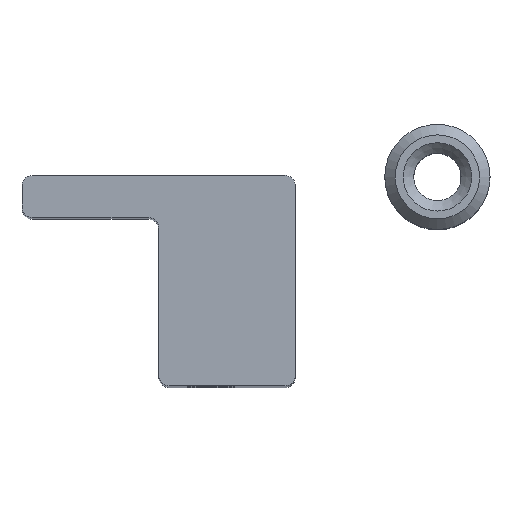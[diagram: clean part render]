
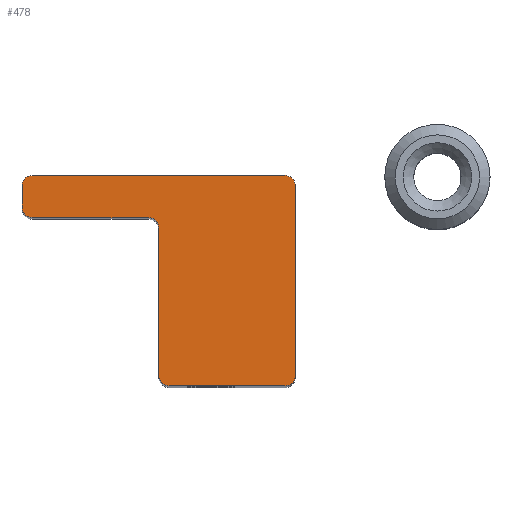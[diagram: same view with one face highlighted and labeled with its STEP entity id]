
A CAD part, top view. The second image highlights one B-rep face of the part: STEP entity #478.
In plain terms, the highlighted planar face has unit normal (0, 0, 1).
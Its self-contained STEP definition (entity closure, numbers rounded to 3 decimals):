
#47=PLANE('',#549);
#69=FACE_OUTER_BOUND('',#101,.T.);
#101=EDGE_LOOP('',(#416,#417,#418,#419,#420,#421,#422,#423,#424,#425,#426,
#427));
#114=LINE('',#731,#154);
#122=LINE('',#760,#162);
#127=LINE('',#774,#167);
#143=LINE('',#821,#183);
#144=LINE('',#823,#184);
#145=LINE('',#825,#185);
#154=VECTOR('',#581,10.);
#162=VECTOR('',#607,10.);
#167=VECTOR('',#622,10.);
#183=VECTOR('',#672,10.);
#184=VECTOR('',#675,10.);
#185=VECTOR('',#678,10.);
#190=CIRCLE('',#513,1.);
#197=CIRCLE('',#523,1.);
#198=CIRCLE('',#526,1.);
#199=CIRCLE('',#528,1.);
#200=CIRCLE('',#531,1.);
#201=CIRCLE('',#533,1.);
#214=VERTEX_POINT('',#718);
#215=VERTEX_POINT('',#719);
#219=VERTEX_POINT('',#729);
#229=VERTEX_POINT('',#753);
#230=VERTEX_POINT('',#754);
#231=VERTEX_POINT('',#759);
#232=VERTEX_POINT('',#763);
#233=VERTEX_POINT('',#767);
#234=VERTEX_POINT('',#768);
#235=VERTEX_POINT('',#773);
#236=VERTEX_POINT('',#777);
#237=VERTEX_POINT('',#781);
#256=EDGE_CURVE('',#214,#215,#190,.T.);
#262=EDGE_CURVE('',#214,#219,#114,.T.);
#273=EDGE_CURVE('',#229,#230,#197,.T.);
#276=EDGE_CURVE('',#231,#230,#122,.T.);
#278=EDGE_CURVE('',#231,#232,#198,.T.);
#280=EDGE_CURVE('',#233,#234,#199,.T.);
#283=EDGE_CURVE('',#235,#234,#127,.T.);
#285=EDGE_CURVE('',#235,#236,#200,.T.);
#287=EDGE_CURVE('',#237,#219,#201,.T.);
#307=EDGE_CURVE('',#229,#215,#143,.T.);
#308=EDGE_CURVE('',#233,#232,#144,.T.);
#309=EDGE_CURVE('',#237,#236,#145,.T.);
#416=ORIENTED_EDGE('',*,*,#256,.F.);
#417=ORIENTED_EDGE('',*,*,#262,.T.);
#418=ORIENTED_EDGE('',*,*,#287,.F.);
#419=ORIENTED_EDGE('',*,*,#309,.T.);
#420=ORIENTED_EDGE('',*,*,#285,.F.);
#421=ORIENTED_EDGE('',*,*,#283,.T.);
#422=ORIENTED_EDGE('',*,*,#280,.F.);
#423=ORIENTED_EDGE('',*,*,#308,.T.);
#424=ORIENTED_EDGE('',*,*,#278,.F.);
#425=ORIENTED_EDGE('',*,*,#276,.T.);
#426=ORIENTED_EDGE('',*,*,#273,.F.);
#427=ORIENTED_EDGE('',*,*,#307,.T.);
#478=ADVANCED_FACE('',(#69),#47,.T.);
#513=AXIS2_PLACEMENT_3D('',#720,#571,#572);
#523=AXIS2_PLACEMENT_3D('',#755,#601,#602);
#526=AXIS2_PLACEMENT_3D('',#764,#611,#612);
#528=AXIS2_PLACEMENT_3D('',#769,#616,#617);
#531=AXIS2_PLACEMENT_3D('',#778,#626,#627);
#533=AXIS2_PLACEMENT_3D('',#782,#631,#632);
#549=AXIS2_PLACEMENT_3D('',#826,#679,#680);
#571=DIRECTION('center_axis',(0.,0.,-1.));
#572=DIRECTION('ref_axis',(0.707,-0.707,0.));
#581=DIRECTION('',(0.,1.,0.));
#601=DIRECTION('center_axis',(0.,0.,-1.));
#602=DIRECTION('ref_axis',(-0.707,-0.707,0.));
#607=DIRECTION('',(0.,-1.,0.));
#611=DIRECTION('center_axis',(0.,0.,1.));
#612=DIRECTION('ref_axis',(0.707,0.707,0.));
#616=DIRECTION('center_axis',(0.,0.,-1.));
#617=DIRECTION('ref_axis',(-0.707,-0.707,0.));
#622=DIRECTION('',(0.,-1.,0.));
#626=DIRECTION('center_axis',(0.,0.,-1.));
#627=DIRECTION('ref_axis',(-0.707,0.707,0.));
#631=DIRECTION('center_axis',(0.,0.,-1.));
#632=DIRECTION('ref_axis',(0.707,0.707,0.));
#672=DIRECTION('',(1.,0.,0.));
#675=DIRECTION('',(1.,0.,0.));
#678=DIRECTION('',(-1.,0.,0.));
#679=DIRECTION('center_axis',(0.,0.,1.));
#680=DIRECTION('ref_axis',(1.,0.,0.));
#718=CARTESIAN_POINT('',(0.,-19.,100.));
#719=CARTESIAN_POINT('',(-1.,-20.,100.));
#720=CARTESIAN_POINT('Origin',(-1.,-19.,100.));
#729=CARTESIAN_POINT('',(0.,-1.,100.));
#731=CARTESIAN_POINT('',(0.,-20.,100.));
#753=CARTESIAN_POINT('',(-12.,-20.,100.));
#754=CARTESIAN_POINT('',(-13.,-19.,100.));
#755=CARTESIAN_POINT('Origin',(-12.,-19.,100.));
#759=CARTESIAN_POINT('',(-13.,-5.,100.));
#760=CARTESIAN_POINT('',(-13.,-4.,100.));
#763=CARTESIAN_POINT('',(-14.,-4.,100.));
#764=CARTESIAN_POINT('Origin',(-14.,-5.,100.));
#767=CARTESIAN_POINT('',(-25.,-4.,100.));
#768=CARTESIAN_POINT('',(-26.,-3.,100.));
#769=CARTESIAN_POINT('Origin',(-25.,-3.,100.));
#773=CARTESIAN_POINT('',(-26.,-1.,100.));
#774=CARTESIAN_POINT('',(-26.,0.,100.));
#777=CARTESIAN_POINT('',(-25.,0.,100.));
#778=CARTESIAN_POINT('Origin',(-25.,-1.,100.));
#781=CARTESIAN_POINT('',(-1.,0.,100.));
#782=CARTESIAN_POINT('Origin',(-1.,-1.,100.));
#821=CARTESIAN_POINT('',(-13.,-20.,100.));
#823=CARTESIAN_POINT('',(-26.,-4.,100.));
#825=CARTESIAN_POINT('',(0.,0.,100.));
#826=CARTESIAN_POINT('Origin',(-13.,-10.,100.));
